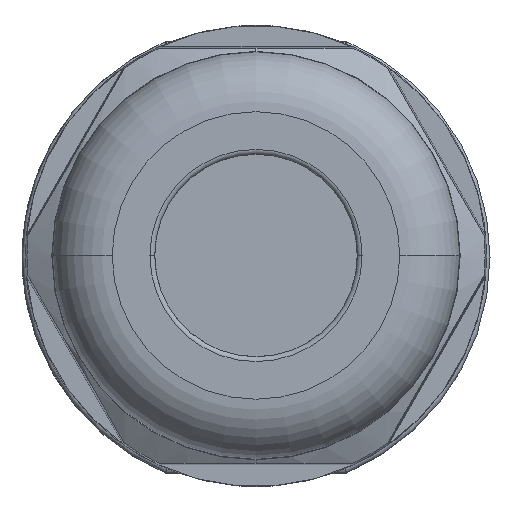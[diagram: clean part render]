
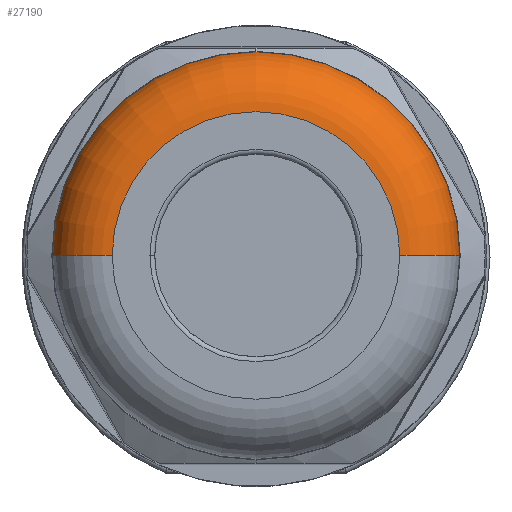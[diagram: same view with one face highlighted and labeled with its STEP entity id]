
A CAD part, top view. The second image highlights one B-rep face of the part: STEP entity #27190.
In plain terms, the highlighted toroidal (fillet/blend) face has major radius 5.99 mm and minor radius 2.502 mm.
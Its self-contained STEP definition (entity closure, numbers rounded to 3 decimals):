
#8105=CARTESIAN_POINT('',(119.048,-79.365,54.407));
#8106=DIRECTION('',(0.,0.,-1.));
#8107=DIRECTION('',(-1.,0.,0.));
#8108=AXIS2_PLACEMENT_3D('',#8105,#8106,#8107);
#8110=CARTESIAN_POINT('',(119.048,-79.365,54.407));
#8111=DIRECTION('',(0.,0.,-1.));
#8112=DIRECTION('',(0.866,0.5,0.));
#8113=AXIS2_PLACEMENT_3D('',#8110,#8111,#8112);
#8115=CARTESIAN_POINT('',(113.057,-79.365,54.385));
#8116=DIRECTION('',(0.,1.,0.));
#8117=DIRECTION('',(-1.,0.,0.009));
#8118=AXIS2_PLACEMENT_3D('',#8115,#8116,#8117);
#8120=CARTESIAN_POINT('',(125.038,-79.365,54.385));
#8121=DIRECTION('',(0.,1.,0.));
#8122=DIRECTION('',(0.,0.,1.));
#8123=AXIS2_PLACEMENT_3D('',#8120,#8121,#8122);
#8140=CARTESIAN_POINT('',(119.048,-79.365,56.887));
#8141=DIRECTION('',(0.,0.,-1.));
#8142=DIRECTION('',(-1.,0.,0.));
#8143=AXIS2_PLACEMENT_3D('',#8140,#8141,#8142);
#9798=CARTESIAN_POINT('',(126.402,-75.119,54.407));
#9799=CARTESIAN_POINT('',(127.54,-79.365,54.407));
#9800=VERTEX_POINT('',#9798);
#9801=VERTEX_POINT('',#9799);
#9806=CARTESIAN_POINT('',(110.555,-79.365,54.407));
#9807=VERTEX_POINT('',#9806);
#9808=CARTESIAN_POINT('',(125.038,-79.365,56.887));
#9809=CARTESIAN_POINT('',(113.057,-79.365,56.887));
#9810=VERTEX_POINT('',#9808);
#9811=VERTEX_POINT('',#9809);
#27174=CARTESIAN_POINT('',(119.048,-79.365,
54.385));
#27175=DIRECTION('',(0.,0.,1.));
#27176=DIRECTION('',(-1.,0.,0.));
#27177=AXIS2_PLACEMENT_3D('',#27174,#27175,#27176);
#27178=TOROIDAL_SURFACE('',#27177,5.991,2.502);
#27180=ORIENTED_EDGE('',*,*,#27179,.F.);
#27182=ORIENTED_EDGE('',*,*,#27181,.F.);
#27184=ORIENTED_EDGE('',*,*,#27183,.F.);
#27186=ORIENTED_EDGE('',*,*,#27185,.T.);
#27187=ORIENTED_EDGE('',*,*,#27160,.T.);
#27188=EDGE_LOOP('',(#27180,#27182,#27184,#27186,#27187));
#27189=FACE_OUTER_BOUND('',#27188,.F.);
#8109=CIRCLE('',#8108,8.492);
#8114=CIRCLE('',#8113,8.492);
#8119=CIRCLE('',#8118,2.502);
#8124=CIRCLE('',#8123,2.502);
#8144=CIRCLE('',#8143,5.991);
#27160=EDGE_CURVE('',#9800,#9801,#8114,.T.);
#27179=EDGE_CURVE('',#9810,#9801,#8124,.T.);
#27181=EDGE_CURVE('',#9811,#9810,#8144,.T.);
#27183=EDGE_CURVE('',#9807,#9811,#8119,.T.);
#27185=EDGE_CURVE('',#9807,#9800,#8109,.T.);
#27190=ADVANCED_FACE('',(#27189),#27178,.T.);
